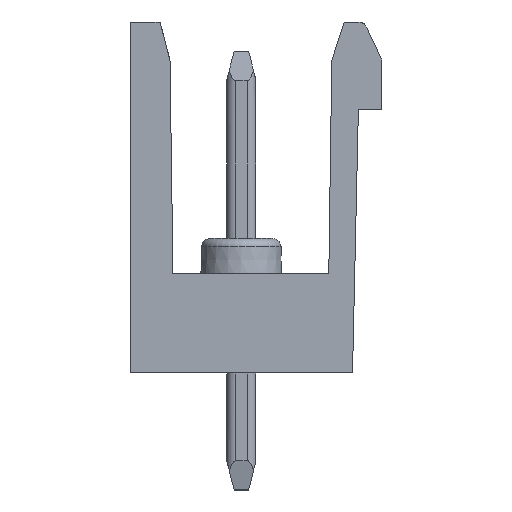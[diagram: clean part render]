
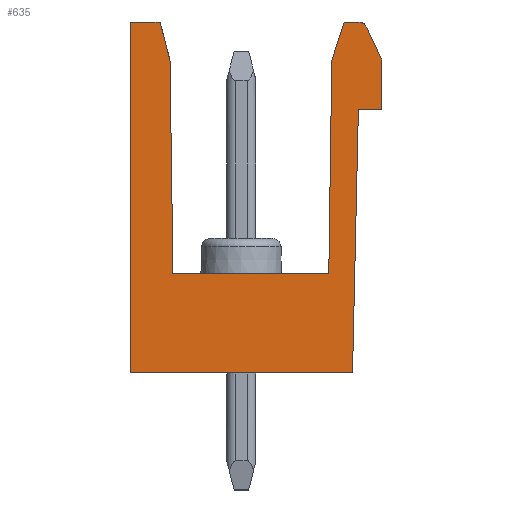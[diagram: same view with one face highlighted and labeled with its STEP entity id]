
A CAD part, left-side view. The second image highlights one B-rep face of the part: STEP entity #635.
In plain terms, the highlighted planar face has unit normal (-1, 0, 0).
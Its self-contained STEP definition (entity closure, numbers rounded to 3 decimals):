
#635=ADVANCED_FACE('',(#1463),#1111,.F.);
#1111=PLANE('',#9173);
#1463=FACE_OUTER_BOUND('',#1946,.T.);
#1946=EDGE_LOOP('',(#2999,#3000,#3001,#3002,#3003,#3004,#3005,#3006,#3007,
#3008,#3009,#3010,#3011,#3012,#3013,#3014));
#2471=CIRCLE('',#9172,0.3);
#2999=ORIENTED_EDGE('',*,*,#6355,.F.);
#3000=ORIENTED_EDGE('',*,*,#6356,.T.);
#3001=ORIENTED_EDGE('',*,*,#6038,.T.);
#3002=ORIENTED_EDGE('',*,*,#6238,.F.);
#3003=ORIENTED_EDGE('',*,*,#6357,.F.);
#3004=ORIENTED_EDGE('',*,*,#6333,.F.);
#3005=ORIENTED_EDGE('',*,*,#6330,.F.);
#3006=ORIENTED_EDGE('',*,*,#6327,.F.);
#3007=ORIENTED_EDGE('',*,*,#6354,.F.);
#3008=ORIENTED_EDGE('',*,*,#6358,.F.);
#3009=ORIENTED_EDGE('',*,*,#6359,.T.);
#3010=ORIENTED_EDGE('',*,*,#6360,.F.);
#3011=ORIENTED_EDGE('',*,*,#6361,.F.);
#3012=ORIENTED_EDGE('',*,*,#6261,.F.);
#3013=ORIENTED_EDGE('',*,*,#6260,.F.);
#3014=ORIENTED_EDGE('',*,*,#6259,.F.);
#5180=VERTEX_POINT('',#12577);
#5181=VERTEX_POINT('',#12579);
#5341=VERTEX_POINT('',#13100);
#5353=VERTEX_POINT('',#13135);
#5354=VERTEX_POINT('',#13137);
#5355=VERTEX_POINT('',#13139);
#5356=VERTEX_POINT('',#13141);
#5397=VERTEX_POINT('',#13243);
#5406=VERTEX_POINT('',#13269);
#5407=VERTEX_POINT('',#13273);
#5410=VERTEX_POINT('',#13280);
#5423=VERTEX_POINT('',#13323);
#5424=VERTEX_POINT('',#13327);
#5425=VERTEX_POINT('',#13331);
#5426=VERTEX_POINT('',#13333);
#5427=VERTEX_POINT('',#13335);
#6038=EDGE_CURVE('',#5181,#5180,#7330,.T.);
#6238=EDGE_CURVE('',#5341,#5180,#7448,.T.);
#6259=EDGE_CURVE('',#5353,#5354,#7455,.T.);
#6260=EDGE_CURVE('',#5354,#5355,#7456,.T.);
#6261=EDGE_CURVE('',#5355,#5356,#7457,.T.);
#6327=EDGE_CURVE('',#5406,#5397,#7489,.T.);
#6330=EDGE_CURVE('',#5397,#5407,#7492,.T.);
#6333=EDGE_CURVE('',#5407,#5410,#7495,.T.);
#6354=EDGE_CURVE('',#5423,#5406,#7513,.T.);
#6355=EDGE_CURVE('',#5424,#5353,#7514,.T.);
#6356=EDGE_CURVE('',#5424,#5181,#7515,.T.);
#6357=EDGE_CURVE('',#5410,#5341,#7516,.T.);
#6358=EDGE_CURVE('',#5425,#5423,#2471,.T.);
#6359=EDGE_CURVE('',#5425,#5426,#7517,.T.);
#6360=EDGE_CURVE('',#5427,#5426,#7518,.T.);
#6361=EDGE_CURVE('',#5356,#5427,#7519,.T.);
#7330=LINE('',#12578,#8166);
#7448=LINE('',#13101,#8284);
#7455=LINE('',#13136,#8291);
#7456=LINE('',#13138,#8292);
#7457=LINE('',#13140,#8293);
#7489=LINE('',#13270,#8325);
#7492=LINE('',#13276,#8328);
#7495=LINE('',#13282,#8331);
#7513=LINE('',#13324,#8349);
#7514=LINE('',#13326,#8350);
#7515=LINE('',#13328,#8351);
#7516=LINE('',#13329,#8352);
#7517=LINE('',#13332,#8353);
#7518=LINE('',#13334,#8354);
#7519=LINE('',#13336,#8355);
#8166=VECTOR('',#9916,1.);
#8284=VECTOR('',#10222,1.);
#8291=VECTOR('',#10261,1.);
#8292=VECTOR('',#10262,1.);
#8293=VECTOR('',#10263,1.);
#8325=VECTOR('',#10389,1.);
#8328=VECTOR('',#10394,1.);
#8331=VECTOR('',#10399,1.);
#8349=VECTOR('',#10439,1.);
#8350=VECTOR('',#10442,1.);
#8351=VECTOR('',#10443,1.);
#8352=VECTOR('',#10444,1.);
#8353=VECTOR('',#10447,1.);
#8354=VECTOR('',#10448,1.);
#8355=VECTOR('',#10449,1.);
#9172=AXIS2_PLACEMENT_3D('',#13330,#10445,#10446);
#9173=AXIS2_PLACEMENT_3D('',#13337,#10450,#10451);
#9916=DIRECTION('',(0.,1.,0.));
#10222=DIRECTION('',(0.,0.,1.));
#10261=DIRECTION('',(0.,-1.,0.));
#10262=DIRECTION('',(0.,-1.,0.));
#10263=DIRECTION('',(0.,-1.,0.));
#10389=DIRECTION('',(0.,0.,-1.));
#10394=DIRECTION('',(0.,1.,0.));
#10399=DIRECTION('',(0.,0.022,-1.));
#10439=DIRECTION('',(0.,-0.419,-0.908));
#10442=DIRECTION('',(0.,-0.014,-1.));
#10443=DIRECTION('',(0.,0.25,0.968));
#10444=DIRECTION('',(0.,1.,0.));
#10445=DIRECTION('',(1.,0.,0.));
#10446=DIRECTION('',(0.,0.,1.));
#10447=DIRECTION('',(0.,1.,0.));
#10448=DIRECTION('',(0.,-0.306,0.952));
#10449=DIRECTION('',(0.,-0.014,1.));
#10450=DIRECTION('',(1.,0.,0.));
#10451=DIRECTION('',(0.,-1.,0.));
#12577=CARTESIAN_POINT('',(0.,8.6,0.));
#12578=CARTESIAN_POINT('',(0.,6.85,0.));
#12579=CARTESIAN_POINT('',(0.,7.577,0.));
#13100=CARTESIAN_POINT('',(0.,8.6,-12.));
#13101=CARTESIAN_POINT('',(0.,8.6,-12.));
#13135=CARTESIAN_POINT('',(0.,7.139,-8.6));
#13136=CARTESIAN_POINT('',(0.,4.3,-8.6));
#13137=CARTESIAN_POINT('',(0.,5.3,-8.6));
#13138=CARTESIAN_POINT('',(0.,5.3,-8.6));
#13139=CARTESIAN_POINT('',(0.,4.3,-8.6));
#13140=CARTESIAN_POINT('',(0.,4.3,-8.6));
#13141=CARTESIAN_POINT('',(0.,1.811,-8.6));
#13243=CARTESIAN_POINT('',(0.,0.,-3.));
#13269=CARTESIAN_POINT('',(0.,0.,-1.3));
#13270=CARTESIAN_POINT('',(0.,0.,-1.3));
#13273=CARTESIAN_POINT('',(0.,0.8,-3.));
#13276=CARTESIAN_POINT('',(0.,0.,-3.));
#13280=CARTESIAN_POINT('',(0.,1.,-12.));
#13282=CARTESIAN_POINT('',(0.,0.8,-3.));
#13323=CARTESIAN_POINT('',(0.,0.52,-0.174));
#13324=CARTESIAN_POINT('',(0.,0.52,-0.174));
#13326=CARTESIAN_POINT('',(0.,7.172,-6.2));
#13327=CARTESIAN_POINT('',(0.,7.241,-1.3));
#13328=CARTESIAN_POINT('',(0.,5.916,-6.418));
#13329=CARTESIAN_POINT('',(0.,1.,-12.));
#13330=CARTESIAN_POINT('',(0.,0.792,-0.3));
#13331=CARTESIAN_POINT('',(0.,0.792,0.));
#13332=CARTESIAN_POINT('',(0.,0.792,0.));
#13333=CARTESIAN_POINT('',(0.,1.291,0.));
#13334=CARTESIAN_POINT('',(0.,1.709,-1.3));
#13335=CARTESIAN_POINT('',(0.,1.709,-1.3));
#13336=CARTESIAN_POINT('',(0.,1.846,-11.1));
#13337=CARTESIAN_POINT('',(0.,4.3,-6.));
